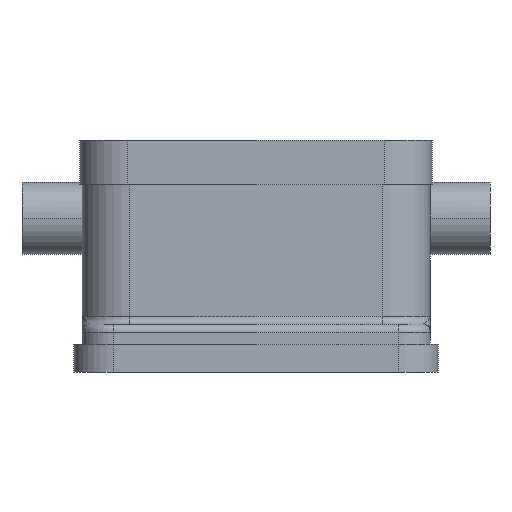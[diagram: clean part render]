
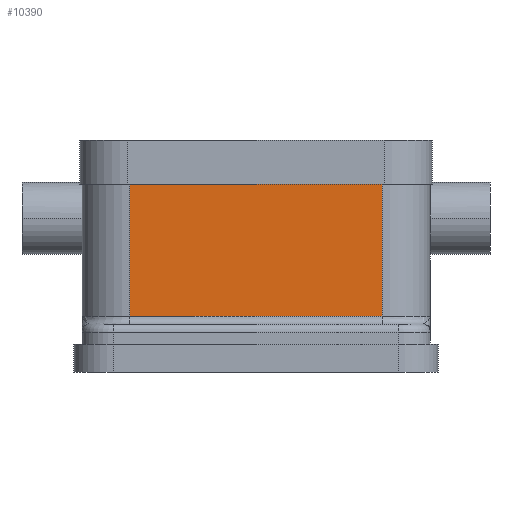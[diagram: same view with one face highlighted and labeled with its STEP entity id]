
A CAD part, left-side view. The second image highlights one B-rep face of the part: STEP entity #10390.
In plain terms, the highlighted planar face has unit normal (-1, 0, 0).
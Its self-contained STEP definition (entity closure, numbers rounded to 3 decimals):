
#3990=CARTESIAN_POINT('',(-36.25,15.75,7.));
#4000=VERTEX_POINT('',#3990);
#4030=CARTESIAN_POINT('',(-36.25,-15.75,7.));
#4040=DIRECTION('',(0.,1.,0.));
#4050=VECTOR('',#4040,31.5);
#4060=LINE('',#4030,#4050);
#4070=CARTESIAN_POINT('',(-36.25,-15.75,7.));
#4080=VERTEX_POINT('',#4070);
#4090=EDGE_CURVE('',#4080,#4000,#4060,.T.);
#10090=CARTESIAN_POINT('',(-36.25,-15.75,1.5));
#10100=DIRECTION('',(-1.,0.,0.));
#10110=DIRECTION('',(0.,0.,1.));
#10120=AXIS2_PLACEMENT_3D('',#10090,#10100,#10110);
#10130=PLANE('',#10120);
#10140=CARTESIAN_POINT('',(-36.25,15.75,7.));
#10150=DIRECTION('',(0.,0.,1.));
#10160=VECTOR('',#10150,16.5);
#10170=LINE('',#10140,#10160);
#10180=CARTESIAN_POINT('',(-36.25,15.75,23.5));
#10190=VERTEX_POINT('',#10180);
#10200=EDGE_CURVE('',#4000,#10190,#10170,.T.);
#10210=ORIENTED_EDGE('',*,*,#10200,.F.);
#10220=CARTESIAN_POINT('',(-36.25,-15.75,23.5));
#10230=DIRECTION('',(0.,1.,0.));
#10240=VECTOR('',#10230,31.5);
#10250=LINE('',#10220,#10240);
#10260=CARTESIAN_POINT('',(-36.25,-15.75,23.5));
#10270=VERTEX_POINT('',#10260);
#10280=EDGE_CURVE('',#10270,#10190,#10250,.T.);
#10290=ORIENTED_EDGE('',*,*,#10280,.T.);
#10300=CARTESIAN_POINT('',(-36.25,-15.75,7.));
#10310=DIRECTION('',(0.,0.,1.));
#10320=VECTOR('',#10310,16.5);
#10330=LINE('',#10300,#10320);
#10340=EDGE_CURVE('',#4080,#10270,#10330,.T.);
#10350=ORIENTED_EDGE('',*,*,#10340,.T.);
#10360=ORIENTED_EDGE('',*,*,#4090,.F.);
#10370=EDGE_LOOP('',(#10360,#10350,#10290,#10210));
#10380=FACE_OUTER_BOUND('',#10370,.T.);
#10390=ADVANCED_FACE('',(#10380),#10130,.T.);
